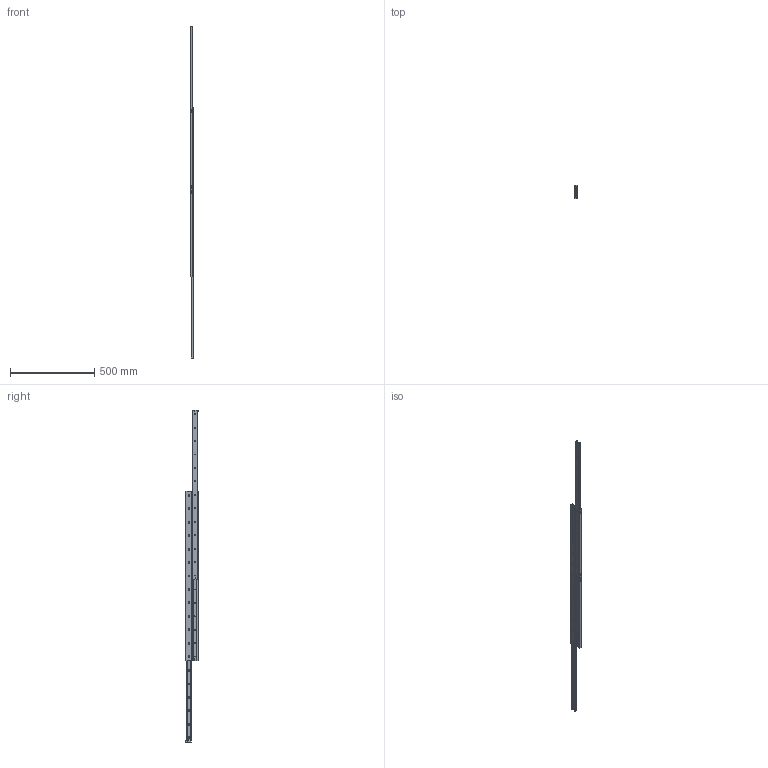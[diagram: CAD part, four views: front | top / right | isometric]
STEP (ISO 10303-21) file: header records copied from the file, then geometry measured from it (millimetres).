
FILE_DESCRIPTION((''),'2;1');
FILE_NAME('LCAS 28H.D-1010.stp','2011-03-02T10:13:11',('MKoza'),(''),'Autodesk Inventor 2009','Autodesk Inventor 2009','');
FILE_SCHEMA(('AUTOMOTIVE_DESIGN { 1 0 10303 214 1 1 1 1 }'));
Length unit declared in the file: millimetre
Products named in the file (11): LCAS 28H.D; ZP 28H.S; LCN 28H; LLMG 28H; SP.L 28H; AG.L 28H-4,5; AP.L 28H; KF.LCA 28H; DIN 7991 M5x8; VKB.L 28H 4x7; AS.L 28H 4x3,8
Assembly tree (51 placements, depth 2):
  LCAS 28H.D
    ZP 28H.S
    LCN 28H  x2
    LLMG 28H  x2
    SP.L 28H  x2
    AG.L 28H-4,5  x4
    AP.L 28H  x4
    KF.LCA 28H  x2
    DIN 7991 M5x8  x26
    VKB.L 28H 4x7  x4
    AS.L 28H 4x3,8  x4
Bounding box: 15.8 x 80 x 1976 mm (x, y, z)
Volume: 845392.1 mm3; surface area: 602287.8 mm2
Topology: 51 solids, 51 shells, 978 faces, 2440 edges, 1590 vertices
Faces by surface type: plane 514, bspline 260, cylinder 142, cone 62
Full cylindrical faces by diameter (mm): 3.9 x4, 4 x4, 5 x30, 10 x26
Entity records: 12338 total; most frequent: CARTESIAN_POINT 4367, DIRECTION 1487, ORIENTED_EDGE 1372, EDGE_CURVE 686, EDGE_LOOP 655, AXIS2_PLACEMENT_3D 568, VERTEX_POINT 539, VECTOR 351
